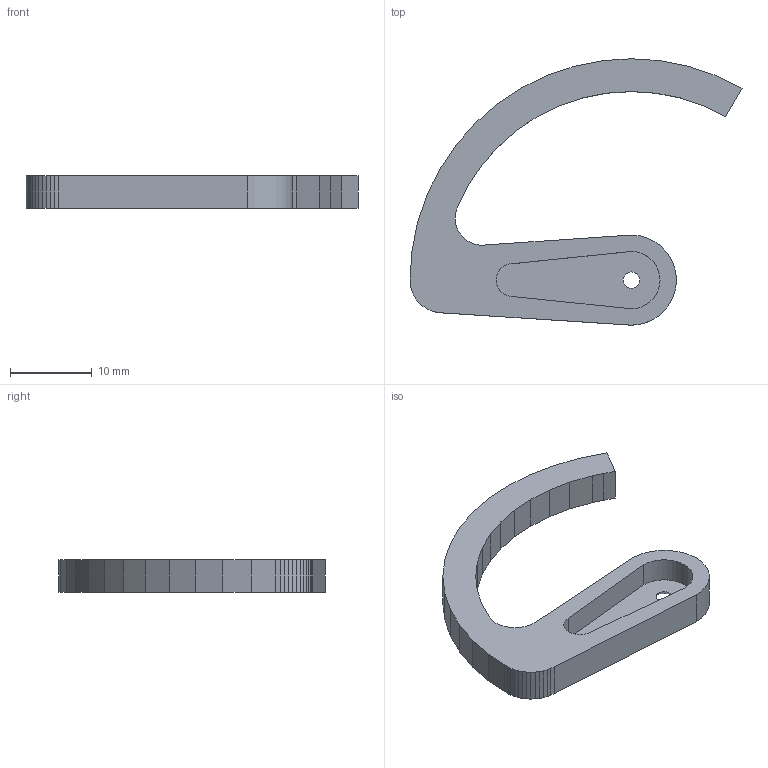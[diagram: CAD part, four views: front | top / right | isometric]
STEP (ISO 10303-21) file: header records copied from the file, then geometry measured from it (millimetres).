
FILE_DESCRIPTION(/* description */ (''),/* implementation_level */ '2;1');
FILE_NAME(/* name */ 'Smart Useless box switch arm v1.step',/* time_stamp */ '2019-09-11T22:43:42+02:00',/* author */ (''),/* organization */ (''),/* preprocessor_version */ 'ST-DEVELOPER v18',/* originating_system */ 'Autodesk Translation Framework v8.6.0.1094',/* authorisation */ '');
FILE_SCHEMA (('AUTOMOTIVE_DESIGN { 1 0 10303 214 3 1 1 }'));
Length unit declared in the file: millimetre
Products named in the file (1): Useless box switch arm
Bounding box: 40.5 x 32.5 x 4 mm (x, y, z)
Volume: 1642.2 mm3; surface area: 1803.3 mm2
Topology: 1 solids, 1 shells, 67 faces, 192 edges, 128 vertices
Faces by surface type: plane 63, cylinder 3, cone 1
Entity records: 2191 total; most frequent: CARTESIAN_POINT 388, ORIENTED_EDGE 384, DIRECTION 336, EDGE_CURVE 192, LINE 184, VECTOR 184, VERTEX_POINT 128, AXIS2_PLACEMENT_3D 76
